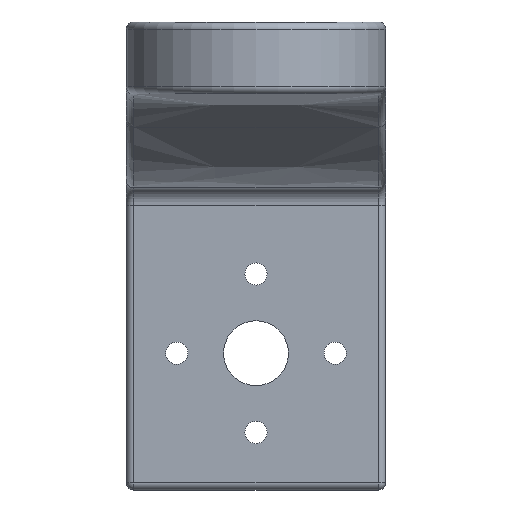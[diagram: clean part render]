
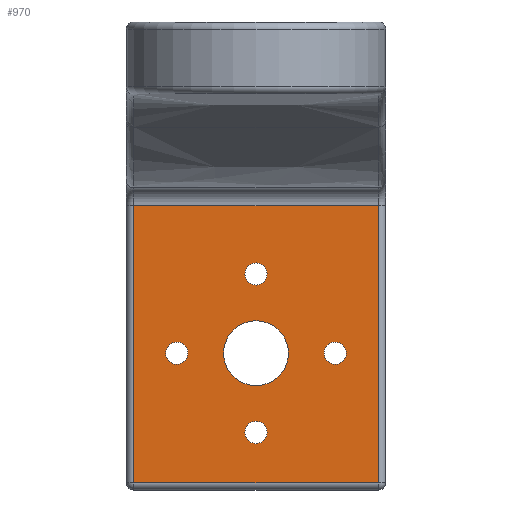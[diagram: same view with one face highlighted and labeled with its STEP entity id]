
A CAD part, left-side view. The second image highlights one B-rep face of the part: STEP entity #970.
In plain terms, the highlighted planar face has unit normal (-1, 0, 0).
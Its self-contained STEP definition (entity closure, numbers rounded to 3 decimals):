
#55=FACE_BOUND('',#162,.T.);
#56=FACE_BOUND('',#163,.T.);
#57=FACE_BOUND('',#164,.T.);
#58=FACE_BOUND('',#165,.T.);
#59=FACE_BOUND('',#166,.T.);
#75=PLANE('',#1060);
#98=FACE_OUTER_BOUND('',#161,.T.);
#161=EDGE_LOOP('',(#672,#673,#674,#675));
#162=EDGE_LOOP('',(#676));
#163=EDGE_LOOP('',(#677));
#164=EDGE_LOOP('',(#678));
#165=EDGE_LOOP('',(#679));
#166=EDGE_LOOP('',(#680));
#240=LINE('',#1483,#293);
#243=LINE('',#1499,#296);
#245=LINE('',#1505,#298);
#246=LINE('',#1506,#299);
#293=VECTOR('',#1188,10.);
#296=VECTOR('',#1211,10.);
#298=VECTOR('',#1217,10.);
#299=VECTOR('',#1218,10.);
#354=CIRCLE('',#1061,1.55);
#355=CIRCLE('',#1062,1.55);
#356=CIRCLE('',#1063,1.55);
#357=CIRCLE('',#1064,1.55);
#358=CIRCLE('',#1065,4.5);
#418=VERTEX_POINT('',#1477);
#420=VERTEX_POINT('',#1481);
#423=VERTEX_POINT('',#1498);
#425=VERTEX_POINT('',#1504);
#426=VERTEX_POINT('',#1507);
#427=VERTEX_POINT('',#1509);
#428=VERTEX_POINT('',#1511);
#429=VERTEX_POINT('',#1513);
#430=VERTEX_POINT('',#1515);
#507=EDGE_CURVE('',#420,#418,#240,.T.);
#515=EDGE_CURVE('',#418,#423,#243,.T.);
#518=EDGE_CURVE('',#425,#420,#245,.T.);
#519=EDGE_CURVE('',#423,#425,#246,.T.);
#520=EDGE_CURVE('',#426,#426,#354,.T.);
#521=EDGE_CURVE('',#427,#427,#355,.T.);
#522=EDGE_CURVE('',#428,#428,#356,.T.);
#523=EDGE_CURVE('',#429,#429,#357,.T.);
#524=EDGE_CURVE('',#430,#430,#358,.T.);
#672=ORIENTED_EDGE('',*,*,#507,.F.);
#673=ORIENTED_EDGE('',*,*,#518,.F.);
#674=ORIENTED_EDGE('',*,*,#519,.F.);
#675=ORIENTED_EDGE('',*,*,#515,.F.);
#676=ORIENTED_EDGE('',*,*,#520,.T.);
#677=ORIENTED_EDGE('',*,*,#521,.T.);
#678=ORIENTED_EDGE('',*,*,#522,.T.);
#679=ORIENTED_EDGE('',*,*,#523,.T.);
#680=ORIENTED_EDGE('',*,*,#524,.T.);
#970=ADVANCED_FACE('',(#98,#55,#56,#57,#58,#59),#75,.T.);
#1060=AXIS2_PLACEMENT_3D('',#1503,#1215,#1216);
#1061=AXIS2_PLACEMENT_3D('',#1508,#1219,#1220);
#1062=AXIS2_PLACEMENT_3D('',#1510,#1221,#1222);
#1063=AXIS2_PLACEMENT_3D('',#1512,#1223,#1224);
#1064=AXIS2_PLACEMENT_3D('',#1514,#1225,#1226);
#1065=AXIS2_PLACEMENT_3D('',#1516,#1227,#1228);
#1188=DIRECTION('',(0.,1.,0.));
#1211=DIRECTION('',(0.,0.,1.));
#1215=DIRECTION('center_axis',(-1.,0.,0.));
#1216=DIRECTION('ref_axis',(0.,1.,0.));
#1217=DIRECTION('',(0.,0.,-1.));
#1218=DIRECTION('',(0.,-1.,0.));
#1219=DIRECTION('center_axis',(1.,0.,0.));
#1220=DIRECTION('ref_axis',(0.,-1.,0.));
#1221=DIRECTION('center_axis',(1.,0.,0.));
#1222=DIRECTION('ref_axis',(0.,-1.,0.));
#1223=DIRECTION('center_axis',(1.,0.,0.));
#1224=DIRECTION('ref_axis',(0.,-1.,0.));
#1225=DIRECTION('center_axis',(1.,0.,0.));
#1226=DIRECTION('ref_axis',(0.,-1.,0.));
#1227=DIRECTION('center_axis',(1.,0.,0.));
#1228=DIRECTION('ref_axis',(0.,-1.,0.));
#1477=CARTESIAN_POINT('',(126.,35.,-19.));
#1481=CARTESIAN_POINT('',(126.,1.,-19.));
#1483=CARTESIAN_POINT('',(126.,9.,-19.));
#1498=CARTESIAN_POINT('',(126.,35.,19.5));
#1499=CARTESIAN_POINT('',(126.,35.,22.5));
#1503=CARTESIAN_POINT('Origin',(126.,0.,45.));
#1504=CARTESIAN_POINT('',(126.,1.,19.5));
#1505=CARTESIAN_POINT('',(126.,1.,22.5));
#1506=CARTESIAN_POINT('',(126.,9.,19.5));
#1507=CARTESIAN_POINT('',(126.,30.55,-1.));
#1508=CARTESIAN_POINT('Origin',(126.,29.,-1.));
#1509=CARTESIAN_POINT('',(126.,8.55,-1.));
#1510=CARTESIAN_POINT('Origin',(126.,7.,-1.));
#1511=CARTESIAN_POINT('',(126.,19.55,10.));
#1512=CARTESIAN_POINT('Origin',(126.,18.,10.));
#1513=CARTESIAN_POINT('',(126.,19.55,-12.));
#1514=CARTESIAN_POINT('Origin',(126.,18.,-12.));
#1515=CARTESIAN_POINT('',(126.,22.5,-1.));
#1516=CARTESIAN_POINT('Origin',(126.,18.,-1.));
